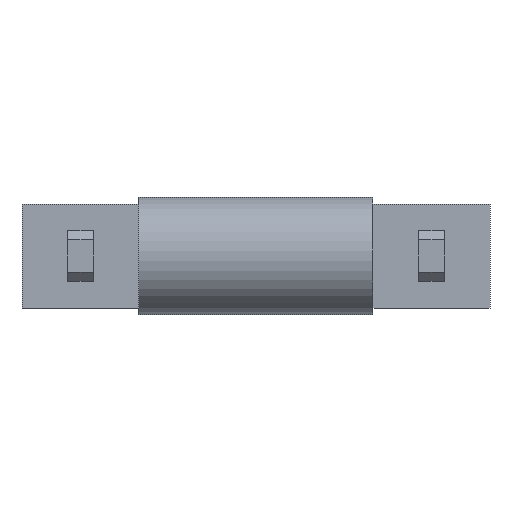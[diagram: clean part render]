
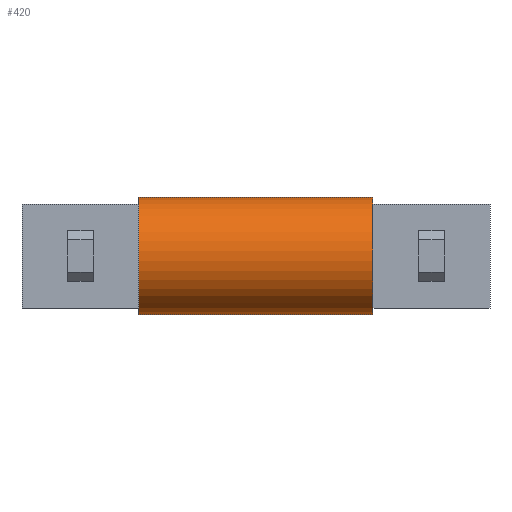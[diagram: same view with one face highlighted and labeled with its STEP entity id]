
A CAD part, front view. The second image highlights one B-rep face of the part: STEP entity #420.
In plain terms, the highlighted cylindrical face has radius 22.5 mm (diameter 45 mm), a partial arc.
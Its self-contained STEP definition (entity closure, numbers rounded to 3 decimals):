
#420=ADVANCED_FACE('',(#925),#926,.T.);
#925=FACE_OUTER_BOUND('',#1517,.T.);
#926=CYLINDRICAL_SURFACE('',#1518,22.5);
#1517=EDGE_LOOP('',(#2706,#2707,#2708,#2709,#2710,#2711,#2712,#2713));
#1518=AXIS2_PLACEMENT_3D('',#2714,#2715,#2716);
#2706=ORIENTED_EDGE('',*,*,#3859,.T.);
#2707=ORIENTED_EDGE('',*,*,#3631,.T.);
#2708=ORIENTED_EDGE('',*,*,#3865,.T.);
#2709=ORIENTED_EDGE('',*,*,#3884,.F.);
#2710=ORIENTED_EDGE('',*,*,#3867,.F.);
#2711=ORIENTED_EDGE('',*,*,#3745,.F.);
#2712=ORIENTED_EDGE('',*,*,#3873,.F.);
#2713=ORIENTED_EDGE('',*,*,#3886,.F.);
#2714=CARTESIAN_POINT('',(45.0,0.5,0.0));
#2715=DIRECTION('',(-1.0,0.0,0.0));
#2716=DIRECTION('',(0.0,0.0,1.0));
#3631=EDGE_CURVE('',#4389,#4390,#4391,.T.);
#3745=EDGE_CURVE('',#4544,#4545,#4546,.T.);
#3859=EDGE_CURVE('',#4699,#4389,#4700,.T.);
#3865=EDGE_CURVE('',#4390,#4709,#4711,.T.);
#3867=EDGE_CURVE('',#4545,#4713,#4714,.T.);
#3873=EDGE_CURVE('',#4723,#4544,#4725,.T.);
#3884=EDGE_CURVE('',#4713,#4709,#4740,.T.);
#3886=EDGE_CURVE('',#4699,#4723,#4742,.T.);
#4389=VERTEX_POINT('',#5479);
#4390=VERTEX_POINT('',#5480);
#4391=CIRCLE('',#5481,22.5);
#4544=VERTEX_POINT('',#5745);
#4545=VERTEX_POINT('',#5746);
#4546=CIRCLE('',#5747,22.5);
#4699=VERTEX_POINT('',#6011);
#4700=CIRCLE('',#6012,22.5);
#4709=VERTEX_POINT('',#6025);
#4711=CIRCLE('',#6028,22.5);
#4713=VERTEX_POINT('',#6030);
#4714=CIRCLE('',#6031,22.5);
#4723=VERTEX_POINT('',#6044);
#4725=CIRCLE('',#6047,22.5);
#4740=LINE('',#6070,#6071);
#4742=LINE('',#6073,#6074);
#5479=CARTESIAN_POINT('',(45.0,-9.808,-20.0));
#5480=CARTESIAN_POINT('',(45.0,-9.808,20.0));
#5481=AXIS2_PLACEMENT_3D('',#6976,#6977,#6978);
#5745=CARTESIAN_POINT('',(-45.0,-9.808,-20.0));
#5746=CARTESIAN_POINT('',(-45.0,-9.808,20.0));
#5747=AXIS2_PLACEMENT_3D('',#7064,#7065,#7066);
#6011=CARTESIAN_POINT('',(45.0,0.5,-22.5));
#6012=AXIS2_PLACEMENT_3D('',#7152,#7153,#7154);
#6025=CARTESIAN_POINT('',(45.0,0.5,22.5));
#6028=AXIS2_PLACEMENT_3D('',#7160,#7161,#7162);
#6030=CARTESIAN_POINT('',(-45.0,0.5,22.5));
#6031=AXIS2_PLACEMENT_3D('',#7163,#7164,#7165);
#6044=CARTESIAN_POINT('',(-45.0,0.5,-22.5));
#6047=AXIS2_PLACEMENT_3D('',#7171,#7172,#7173);
#6070=CARTESIAN_POINT('',(-45.0,0.5,22.5));
#6071=VECTOR('',#7182,1.0);
#6073=CARTESIAN_POINT('',(45.0,0.5,-22.5));
#6074=VECTOR('',#7183,1.0);
#6976=CARTESIAN_POINT('',(45.0,0.5,0.0));
#6977=DIRECTION('',(-1.0,0.0,0.0));
#6978=DIRECTION('',(0.0,0.0,-1.0));
#7064=CARTESIAN_POINT('',(-45.0,0.5,0.0));
#7065=DIRECTION('',(-1.0,-0.0,0.0));
#7066=DIRECTION('',(0.0,-0.458,-0.889));
#7152=CARTESIAN_POINT('',(45.0,0.5,0.0));
#7153=DIRECTION('',(-1.0,0.0,0.0));
#7154=DIRECTION('',(0.0,0.0,-1.0));
#7160=CARTESIAN_POINT('',(45.0,0.5,0.0));
#7161=DIRECTION('',(-1.0,0.0,0.0));
#7162=DIRECTION('',(0.0,0.0,-1.0));
#7163=CARTESIAN_POINT('',(-45.0,0.5,0.0));
#7164=DIRECTION('',(-1.0,-0.0,0.0));
#7165=DIRECTION('',(0.0,-0.458,-0.889));
#7171=CARTESIAN_POINT('',(-45.0,0.5,0.0));
#7172=DIRECTION('',(-1.0,-0.0,0.0));
#7173=DIRECTION('',(0.0,-0.458,-0.889));
#7182=DIRECTION('',(1.0,0.0,0.0));
#7183=DIRECTION('',(-1.0,0.0,0.0));
